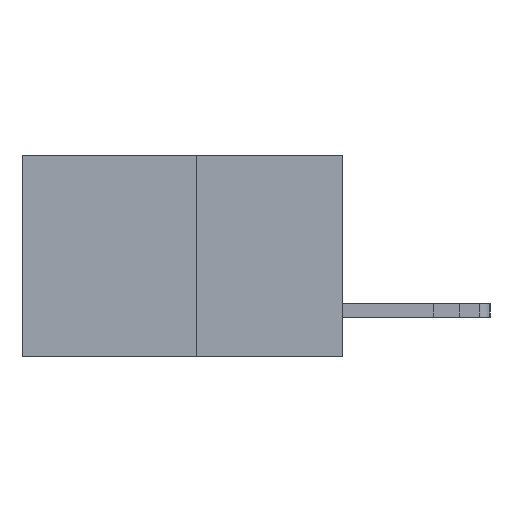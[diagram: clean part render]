
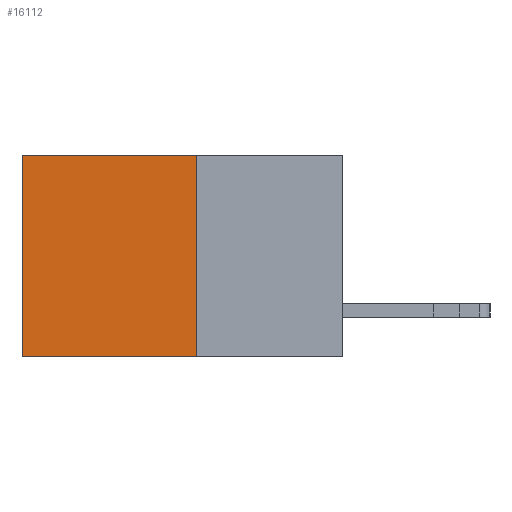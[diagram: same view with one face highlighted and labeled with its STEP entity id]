
A CAD part, left-side view. The second image highlights one B-rep face of the part: STEP entity #16112.
In plain terms, the highlighted planar face has unit normal (-1, 0, 0).
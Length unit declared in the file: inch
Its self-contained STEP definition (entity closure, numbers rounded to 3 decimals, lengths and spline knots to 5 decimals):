
#1300 = EDGE_CURVE ( 'NONE', #27681, #9060, #12295, .T. ) ;
#1615 = LINE ( 'NONE', #24137, #12648 ) ;
#2192 = CARTESIAN_POINT ( 'NONE',  ( 0.277, 0.59, -0.37 ) ) ;
#2734 = DIRECTION ( 'NONE',  ( 0., 0., -1. ) ) ;
#2752 = PLANE ( 'NONE',  #2878 ) ;
#2863 = ORIENTED_EDGE ( 'NONE', *, *, #25725, .T. ) ;
#2878 = AXIS2_PLACEMENT_3D ( 'NONE', #18173, #20386, #7143 ) ;
#4204 = CARTESIAN_POINT ( 'NONE',  ( 0.277, 0.27, -0.37 ) ) ;
#5909 = LINE ( 'NONE', #21693, #16984 ) ;
#7143 = DIRECTION ( 'NONE',  ( 0., 0., -1. ) ) ;
#7514 = LINE ( 'NONE', #24672, #25103 ) ;
#8908 = CARTESIAN_POINT ( 'NONE',  ( 0.277, 0.59, -0.37 ) ) ;
#9060 = VERTEX_POINT ( 'NONE', #2192 ) ;
#11002 = ORIENTED_EDGE ( 'NONE', *, *, #28350, .F. ) ;
#12295 = LINE ( 'NONE', #8908, #23326 ) ;
#12648 = VECTOR ( 'NONE', #13180, 39.37008 ) ;
#13180 = DIRECTION ( 'NONE',  ( 0., 1., 0. ) ) ;
#13530 = VERTEX_POINT ( 'NONE', #18001 ) ;
#15596 = EDGE_LOOP ( 'NONE', ( #24073, #11002, #25189, #2863 ) ) ;
#15991 = DIRECTION ( 'NONE',  ( 0., 0., -1. ) ) ;
#16112 = ADVANCED_FACE ( 'NONE', ( #26554 ), #2752, .F. ) ;
#16968 = VERTEX_POINT ( 'NONE', #4204 ) ;
#16984 = VECTOR ( 'NONE', #23868, 39.37008 ) ;
#17611 = CARTESIAN_POINT ( 'NONE',  ( 0.277, 0.59, 0. ) ) ;
#17846 = EDGE_CURVE ( 'NONE', #13530, #16968, #7514, .T. ) ;
#18001 = CARTESIAN_POINT ( 'NONE',  ( 0.277, 0.27, 0. ) ) ;
#18173 = CARTESIAN_POINT ( 'NONE',  ( 0.277, 0.27, -0.37 ) ) ;
#20386 = DIRECTION ( 'NONE',  ( 1., 0., 0. ) ) ;
#21693 = CARTESIAN_POINT ( 'NONE',  ( 0.277, 0.27, -0.37 ) ) ;
#23326 = VECTOR ( 'NONE', #15991, 39.37008 ) ;
#23868 = DIRECTION ( 'NONE',  ( 0., 1., 0. ) ) ;
#24073 = ORIENTED_EDGE ( 'NONE', *, *, #1300, .T. ) ;
#24137 = CARTESIAN_POINT ( 'NONE',  ( 0.277, 0.27, 0. ) ) ;
#24672 = CARTESIAN_POINT ( 'NONE',  ( 0.277, 0.27, -0.37 ) ) ;
#25103 = VECTOR ( 'NONE', #2734, 39.37008 ) ;
#25189 = ORIENTED_EDGE ( 'NONE', *, *, #17846, .F. ) ;
#25725 = EDGE_CURVE ( 'NONE', #13530, #27681, #1615, .T. ) ;
#26554 = FACE_OUTER_BOUND ( 'NONE', #15596, .T. ) ;
#27681 = VERTEX_POINT ( 'NONE', #17611 ) ;
#28350 = EDGE_CURVE ( 'NONE', #16968, #9060, #5909, .T. ) ;
